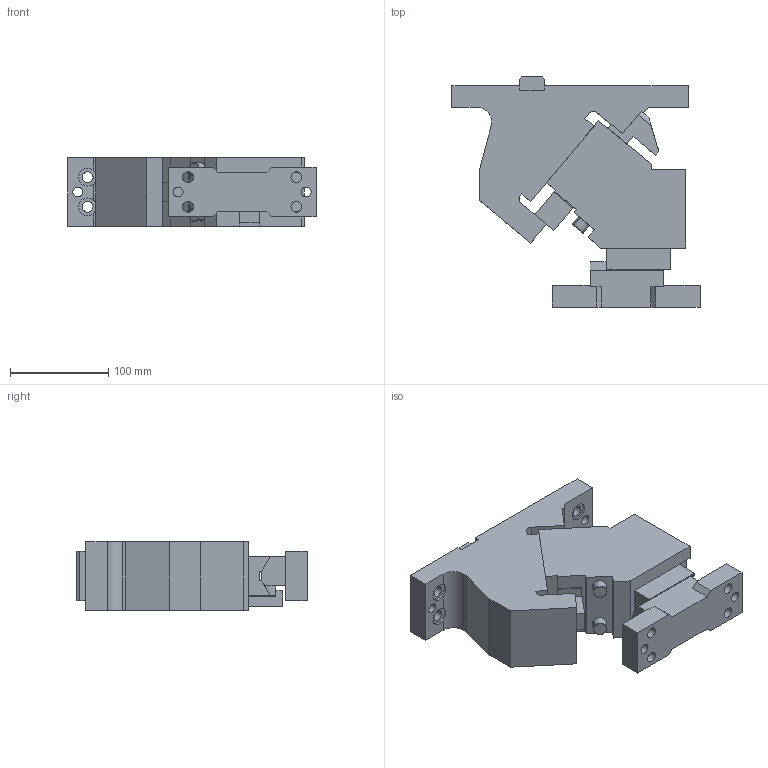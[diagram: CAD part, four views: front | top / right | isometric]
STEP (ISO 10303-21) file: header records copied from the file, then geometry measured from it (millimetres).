
FILE_DESCRIPTION(('CATIA V5 STEP Exchange'),'2;1');
FILE_NAME('CACN_70_00.stp','2015-04-23T08:57:02+00:00',('none'),('none'),'CATIA Version 5 Release 19 SP 2 (IN-10)','CATIA V5 STEP AP203','none');
FILE_SCHEMA(('CONFIG_CONTROL_DESIGN'));
Length unit declared in the file: millimetre
Products named in the file (1): CACN_70_00
Bounding box: 252 x 234 x 70 mm (x, y, z)
Volume: 2103775 mm3; surface area: 218555.1 mm2
Topology: 3 solids, 5 shells, 253 faces, 686 edges, 447 vertices
Faces by surface type: plane 172, cylinder 71, cone 6, torus 4
Entity records: 8292 total; most frequent: CARTESIAN_POINT 2031, ORIENTED_EDGE 1360, DIRECTION 1101, EDGE_CURVE 680, VECTOR 518, LINE 518, VERTEX_POINT 447, AXIS2_PLACEMENT_3D 358
